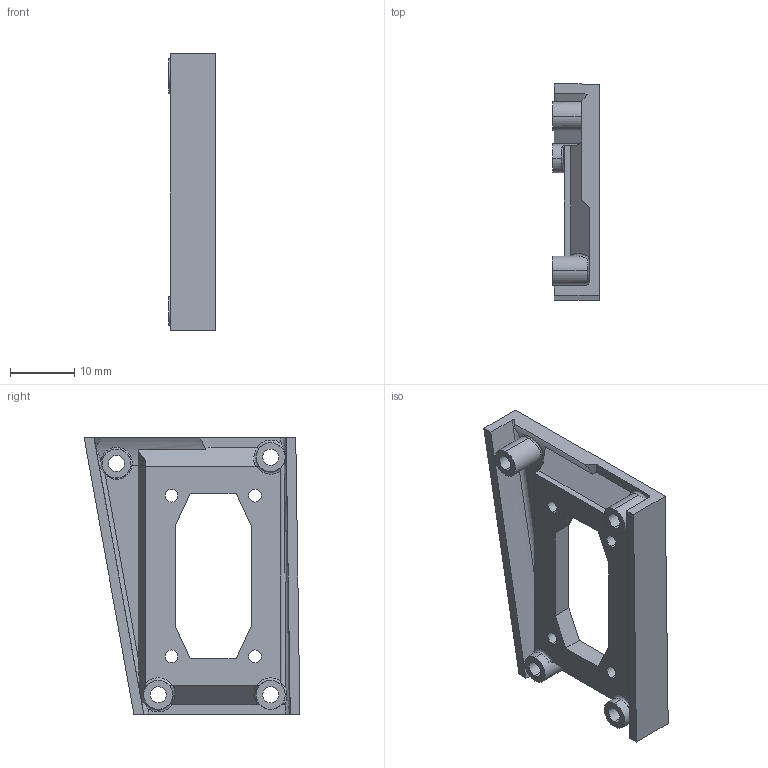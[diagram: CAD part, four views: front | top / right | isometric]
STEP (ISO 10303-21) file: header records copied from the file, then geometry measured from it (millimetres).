
FILE_DESCRIPTION (( 'STEP AP214' ), '1' );
FILE_NAME ('EXPLORA_VTOL_FUSELAGE_CABLE_CONNECTOR_HOLDER_L.STEP', '2022-10-24T08:59:30', ( '' ), ( '' ), 'SwSTEP 2.0', 'SolidWorks 2021', '' );
FILE_SCHEMA (( 'AUTOMOTIVE_DESIGN' ));
Length unit declared in the file: millimetre
Products named in the file (1): EXPLORA_VTOL_FUSELAGE_CABLE_CONNECTOR_HOLDER_L
Bounding box: 7.3 x 33.58 x 43 mm (x, y, z)
Volume: 3523.1 mm3; surface area: 4405 mm2
Topology: 1 solids, 1 shells, 102 faces, 282 edges, 183 vertices
Faces by surface type: plane 39, cylinder 32, bspline 13, cone 9, torus 9
Entity records: 5627 total; most frequent: CARTESIAN_POINT 3099, ORIENTED_EDGE 564, DIRECTION 466, EDGE_CURVE 282, VERTEX_POINT 183, AXIS2_PLACEMENT_3D 176, EDGE_LOOP 121, VECTOR 114
